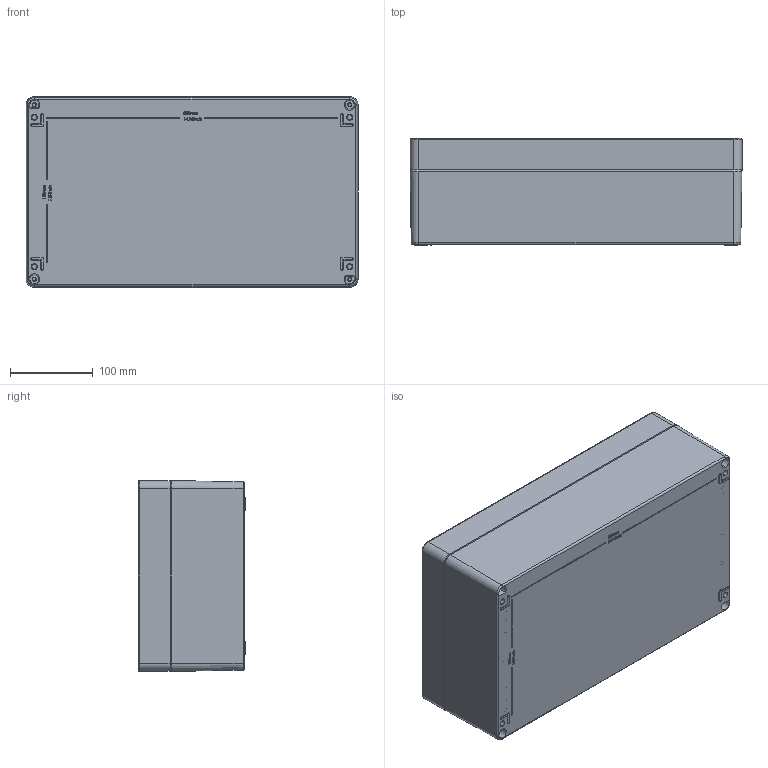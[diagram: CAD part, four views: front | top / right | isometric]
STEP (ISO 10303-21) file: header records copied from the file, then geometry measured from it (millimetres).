
FILE_DESCRIPTION (( 'STEP AP214' ), '1' );
FILE_NAME ('13140000.STEP', '2016-03-17T07:31:54', ( 'Macha' ), ( 'Hewlett-Packard Company' ), 'SwSTEP 2.0', 'SolidWorks 2015', '' );
FILE_SCHEMA (( 'AUTOMOTIVE_DESIGN' ));
Length unit declared in the file: millimetre
Products named in the file (5): 93261; 93117; 08063_Bearbeitung nach Zeichng. 13-2-080630-01-0; 01063_Bearbeitung nach Zeichng. 01-2-010630-01-0; 13140000
Assembly tree (7 placements, depth 2):
  13140000
    01063_Bearbeitung nach Zeichng. 01-2-010630-01-0
    08063_Bearbeitung nach Zeichng. 13-2-080630-01-0
    93117
    93261  x4
Bounding box: 400 x 129 x 230 mm (x, y, z)
Volume: 1403947 mm3; surface area: 587781.6 mm2
Topology: 8 solids, 8 shells, 1669 faces, 3976 edges, 2412 vertices
Faces by surface type: plane 610, cylinder 390, bspline 290, cone 225, torus 141, sphere 13
Entity records: 62262 total; most frequent: CARTESIAN_POINT 27074, ORIENTED_EDGE 7480, DIRECTION 6590, EDGE_CURVE 3740, AXIS2_PLACEMENT_3D 2390, VERTEX_POINT 2313, VECTOR 1810, LINE 1810
